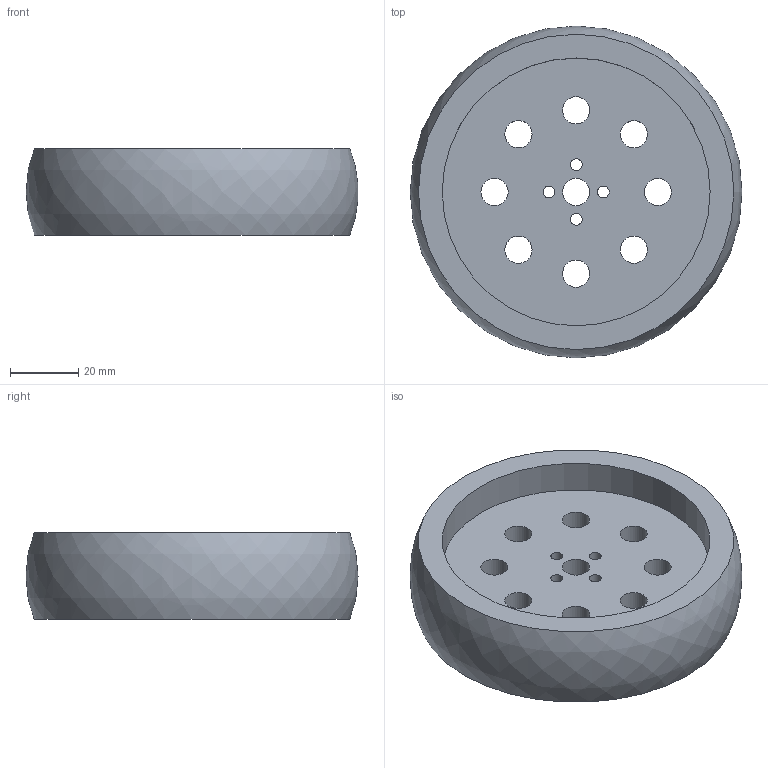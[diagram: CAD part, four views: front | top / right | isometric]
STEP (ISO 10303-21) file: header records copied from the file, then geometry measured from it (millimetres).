
FILE_DESCRIPTION(/* description */ (''),/* implementation_level */ '2;1');
FILE_NAME(/* name */ '39055_TXM-4 inch Wheel v1.step',/* time_stamp */ '2020-10-25T13:31:10-04:00',/* author */ (''),/* organization */ (''),/* preprocessor_version */ 'ST-DEVELOPER v18.1',/* originating_system */ 'Autodesk Translation Framework v9.3.0.1241',/* authorisation */ '');
FILE_SCHEMA (('AUTOMOTIVE_DESIGN { 1 0 10303 214 3 1 1 }'));
Length unit declared in the file: millimetre
Products named in the file (1): 39055_TXM-4 inch Wheel
Bounding box: 97.5 x 97.6 x 25.4 mm (x, y, z)
Volume: 87946.9 mm3; surface area: 38566.8 mm2
Topology: 1 solids, 2 shells, 22 faces, 52 edges, 34 vertices
Faces by surface type: cylinder 16, plane 4, bspline 1, cone 1
Full cylindrical faces by diameter (mm): 3.5 x4, 8 x9, 78.74 x2, 88.9 x1
Entity records: 779 total; most frequent: CARTESIAN_POINT 135, DIRECTION 131, ORIENTED_EDGE 104, AXIS2_PLACEMENT_3D 57, EDGE_CURVE 52, EDGE_LOOP 50, CIRCLE 35, VERTEX_POINT 34
